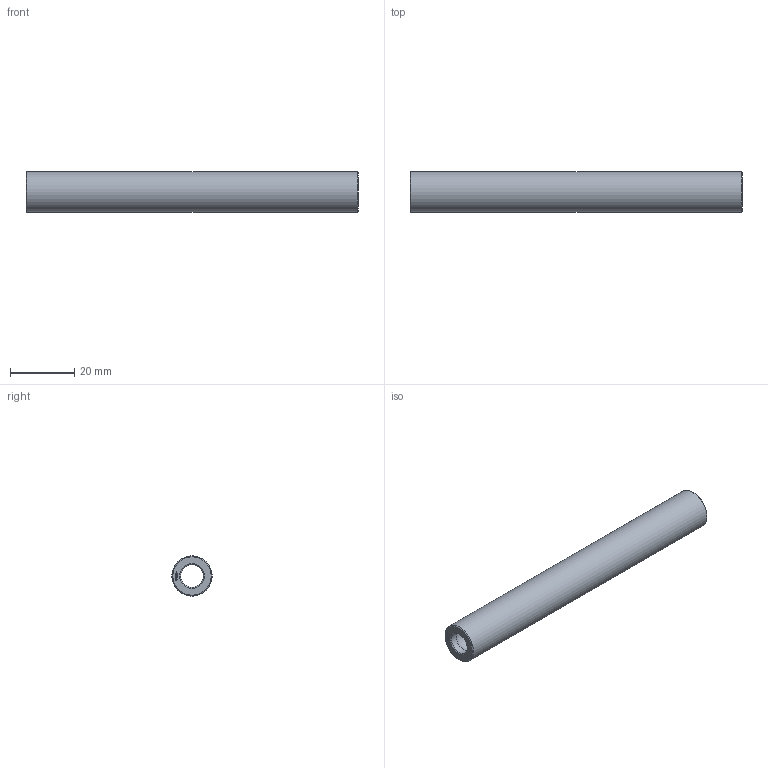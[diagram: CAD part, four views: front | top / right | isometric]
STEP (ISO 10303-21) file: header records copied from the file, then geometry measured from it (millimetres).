
FILE_DESCRIPTION(('FreeCAD Model'),'2;1');
FILE_NAME('Open CASCADE Shape Model','2024-01-02T17:56:24',(''),(''), 'Open CASCADE STEP processor 7.6','FreeCAD','Unknown');
FILE_SCHEMA(('AUTOMOTIVE_DESIGN { 1 0 10303 214 1 1 1 1 }'));
Length unit declared in the file: millimetre
Products named in the file (1): Spacer FRE BU01.00x08.25 - SPN-SPR-0082 (stemfie.org)
Bounding box: 103.12 x 12.5 x 12.5 mm (x, y, z)
Volume: 7866.7 mm3; surface area: 6749.8 mm2
Topology: 1 solids, 1 shells, 539 faces, 1483 edges, 980 vertices
Faces by surface type: plane 303, extrusion 208, cylinder 10, sphere 8, revolution 6, cone 4
Full cylindrical faces by diameter (mm): 7 x9, 12.5 x1
Entity records: 36526 total; most frequent: CARTESIAN_POINT 8067, DIRECTION 4537, VECTOR 3777, LINE 3569, ORIENTED_EDGE 2966, PCURVE 2966, DEFINITIONAL_REPRESENTATION 2966, EDGE_CURVE 1483
